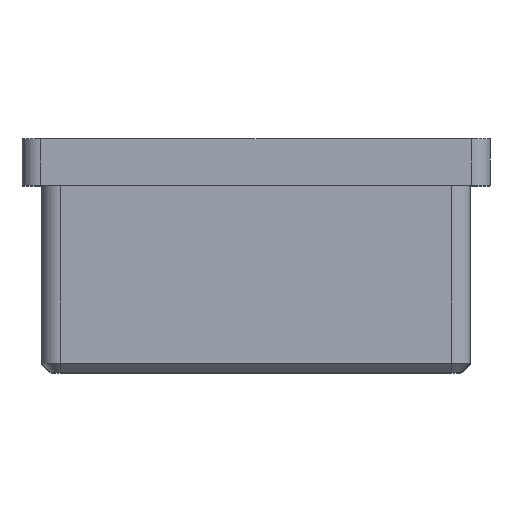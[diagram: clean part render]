
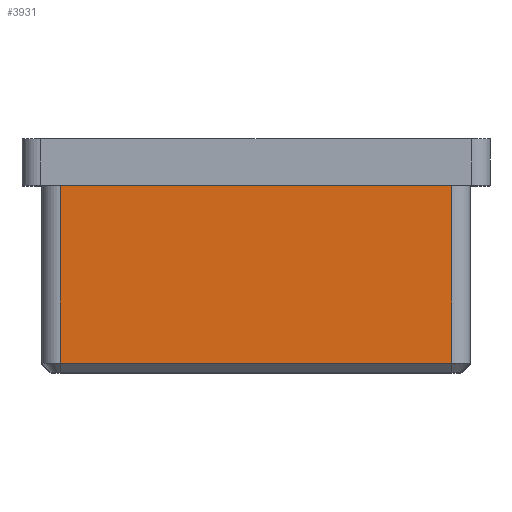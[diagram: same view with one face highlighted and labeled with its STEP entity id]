
A CAD part, top view. The second image highlights one B-rep face of the part: STEP entity #3931.
In plain terms, the highlighted planar face has unit normal (0, 0, 1).
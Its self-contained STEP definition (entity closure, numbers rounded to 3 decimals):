
#3038 = DIRECTION ( 'NONE',  ( 0., 1., 0. ) ) ;
#3260 = LINE ( 'NONE', #5377, #4933 ) ;
#3331 = CARTESIAN_POINT ( 'NONE',  ( -20.9, -19., 22.9 ) ) ;
#3931 = ADVANCED_FACE ( 'NONE', ( #11686 ), #8480, .F. ) ;
#4744 = EDGE_LOOP ( 'NONE', ( #10597, #12495, #6278, #5139 ) ) ;
#4933 = VECTOR ( 'NONE', #8450, 1000. ) ;
#5032 = EDGE_CURVE ( 'NONE', #14394, #15151, #3260, .T. ) ;
#5139 = ORIENTED_EDGE ( 'NONE', *, *, #5032, .T. ) ;
#5377 = CARTESIAN_POINT ( 'NONE',  ( -22.9, 0., 22.9 ) ) ;
#5755 = VECTOR ( 'NONE', #3038, 1000. ) ;
#6160 = VERTEX_POINT ( 'NONE', #3331 ) ;
#6278 = ORIENTED_EDGE ( 'NONE', *, *, #14412, .T. ) ;
#6964 = DIRECTION ( 'NONE',  ( -1., 0., 0. ) ) ;
#7910 = EDGE_CURVE ( 'NONE', #6160, #18591, #17499, .T. ) ;
#8450 = DIRECTION ( 'NONE',  ( -1., 0., 0. ) ) ;
#8480 = PLANE ( 'NONE',  #16509 ) ;
#9738 = CARTESIAN_POINT ( 'NONE',  ( -20.9, 0., 22.9 ) ) ;
#9965 = LINE ( 'NONE', #16519, #5755 ) ;
#10533 = EDGE_CURVE ( 'NONE', #15151, #6160, #15364, .T. ) ;
#10597 = ORIENTED_EDGE ( 'NONE', *, *, #10533, .T. ) ;
#11303 = CARTESIAN_POINT ( 'NONE',  ( -22.9, -20., 22.9 ) ) ;
#11393 = VECTOR ( 'NONE', #19286, 1000. ) ;
#11665 = CARTESIAN_POINT ( 'NONE',  ( 20.9, 0., 22.9 ) ) ;
#11686 = FACE_OUTER_BOUND ( 'NONE', #4744, .T. ) ;
#12372 = VECTOR ( 'NONE', #15056, 1000. ) ;
#12495 = ORIENTED_EDGE ( 'NONE', *, *, #7910, .T. ) ;
#14394 = VERTEX_POINT ( 'NONE', #11665 ) ;
#14412 = EDGE_CURVE ( 'NONE', #18591, #14394, #9965, .T. ) ;
#14989 = CARTESIAN_POINT ( 'NONE',  ( 20.9, -19., 22.9 ) ) ;
#15056 = DIRECTION ( 'NONE',  ( 1., 0., 0. ) ) ;
#15151 = VERTEX_POINT ( 'NONE', #9738 ) ;
#15364 = LINE ( 'NONE', #16356, #11393 ) ;
#15628 = CARTESIAN_POINT ( 'NONE',  ( 20.9, -19., 22.9 ) ) ;
#15750 = DIRECTION ( 'NONE',  ( 0., 0., -1. ) ) ;
#16356 = CARTESIAN_POINT ( 'NONE',  ( -20.9, -20., 22.9 ) ) ;
#16509 = AXIS2_PLACEMENT_3D ( 'NONE', #11303, #15750, #6964 ) ;
#16519 = CARTESIAN_POINT ( 'NONE',  ( 20.9, -20., 22.9 ) ) ;
#17499 = LINE ( 'NONE', #14989, #12372 ) ;
#18591 = VERTEX_POINT ( 'NONE', #15628 ) ;
#19286 = DIRECTION ( 'NONE',  ( 0., -1., 0. ) ) ;
